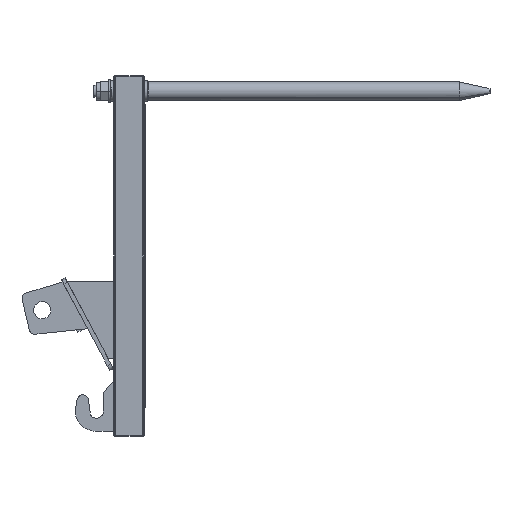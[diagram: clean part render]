
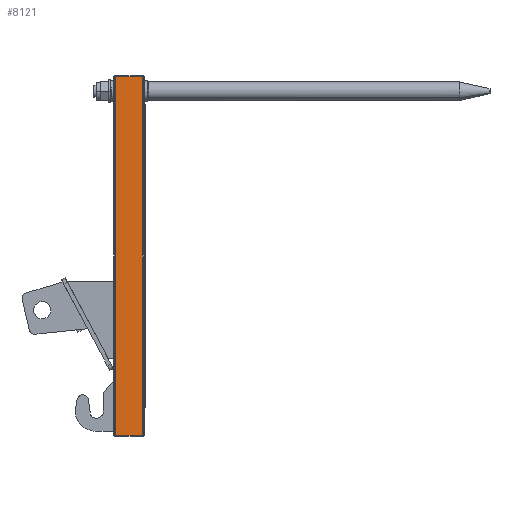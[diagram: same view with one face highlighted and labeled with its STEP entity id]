
A CAD part, left-side view. The second image highlights one B-rep face of the part: STEP entity #8121.
In plain terms, the highlighted free-form (B-spline) face has degree [1, 1] with [2, 2] control points.
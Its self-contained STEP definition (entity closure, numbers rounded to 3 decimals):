
#8121 = ADVANCED_FACE('',(#8122),#8152,.F.);
#8122 = FACE_BOUND('',#8123,.T.);
#8123 = EDGE_LOOP('',(#8124,#8133,#8140,#8147));
#8124 = ORIENTED_EDGE('',*,*,#8125,.T.);
#8125 = EDGE_CURVE('',#8126,#8128,#8130,.T.);
#8126 = VERTEX_POINT('',#8127);
#8127 = CARTESIAN_POINT('',(-984.67,52.208,
    1966.616));
#8128 = VERTEX_POINT('',#8129);
#8129 = CARTESIAN_POINT('',(-984.67,123.721,
    1966.616));
#8130 = B_SPLINE_CURVE_WITH_KNOTS('',1,(#8131,#8132),.UNSPECIFIED.,.F.,
  .F.,(2,2),(0.,52.),.PIECEWISE_BEZIER_KNOTS.);
#8131 = CARTESIAN_POINT('',(-984.67,52.208,
    1966.616));
#8132 = CARTESIAN_POINT('',(-984.67,123.721,
    1966.616));
#8133 = ORIENTED_EDGE('',*,*,#8134,.F.);
#8134 = EDGE_CURVE('',#8135,#8128,#8137,.T.);
#8135 = VERTEX_POINT('',#8136);
#8136 = CARTESIAN_POINT('',(-984.67,123.721,
    1003.937));
#8137 = B_SPLINE_CURVE_WITH_KNOTS('',1,(#8138,#8139),.UNSPECIFIED.,.F.,
  .F.,(2,2),(0.,700.),.PIECEWISE_BEZIER_KNOTS.);
#8138 = CARTESIAN_POINT('',(-984.67,123.721,
    1003.937));
#8139 = CARTESIAN_POINT('',(-984.67,123.721,
    1966.616));
#8140 = ORIENTED_EDGE('',*,*,#8141,.F.);
#8141 = EDGE_CURVE('',#8142,#8135,#8144,.T.);
#8142 = VERTEX_POINT('',#8143);
#8143 = CARTESIAN_POINT('',(-984.67,52.208,
    1003.937));
#8144 = B_SPLINE_CURVE_WITH_KNOTS('',1,(#8145,#8146),.UNSPECIFIED.,.F.,
  .F.,(2,2),(0.,52.),.PIECEWISE_BEZIER_KNOTS.);
#8145 = CARTESIAN_POINT('',(-984.67,52.208,
    1003.937));
#8146 = CARTESIAN_POINT('',(-984.67,123.721,
    1003.937));
#8147 = ORIENTED_EDGE('',*,*,#8148,.T.);
#8148 = EDGE_CURVE('',#8142,#8126,#8149,.T.);
#8149 = B_SPLINE_CURVE_WITH_KNOTS('',1,(#8150,#8151),.UNSPECIFIED.,.F.,
  .F.,(2,2),(-0.,700.),.PIECEWISE_BEZIER_KNOTS.);
#8150 = CARTESIAN_POINT('',(-984.67,52.208,
    1003.937));
#8151 = CARTESIAN_POINT('',(-984.67,52.208,
    1966.616));
#8152 = B_SPLINE_SURFACE_WITH_KNOTS('',1,1,(
    (#8153,#8154)
    ,(#8155,#8156
    )),.UNSPECIFIED.,.F.,.F.,.F.,(2,2),(2,2),(0.,700.),(-52.,
    0.),.PIECEWISE_BEZIER_KNOTS.);
#8153 = CARTESIAN_POINT('',(-984.67,123.721,
    1003.937));
#8154 = CARTESIAN_POINT('',(-984.67,52.208,
    1003.937));
#8155 = CARTESIAN_POINT('',(-984.67,123.721,
    1966.616));
#8156 = CARTESIAN_POINT('',(-984.67,52.208,
    1966.616));
